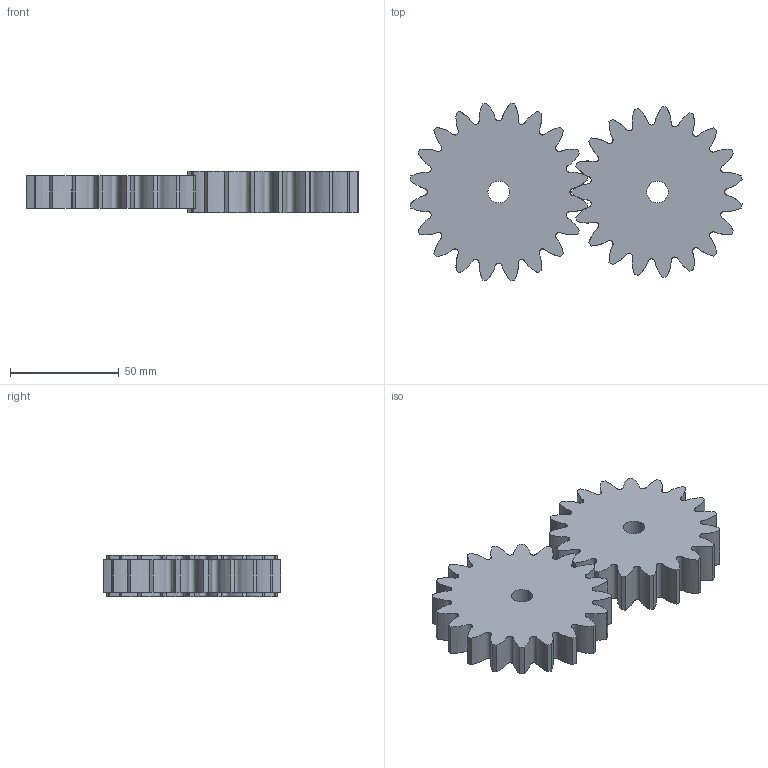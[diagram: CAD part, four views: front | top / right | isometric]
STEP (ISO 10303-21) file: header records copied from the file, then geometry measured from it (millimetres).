
FILE_DESCRIPTION (( 'STEP AP214' ), '1' );
FILE_NAME ('5.STEP', '2025-07-16T01:53:48', ( '' ), ( '' ), 'SwSTEP 2.0', 'SolidWorks 2022', '' );
FILE_SCHEMA (( 'AUTOMOTIVE_DESIGN' ));
Length unit declared in the file: millimetre
Products named in the file (3): 5; SpurGear1_GearTrax; SpurGear2_GearTrax
Assembly tree (2 placements, depth 2):
  5
    SpurGear1_GearTrax
    SpurGear2_GearTrax
Bounding box: 152.99 x 81.76 x 19 mm (x, y, z)
Volume: 133691.3 mm3; surface area: 31986.1 mm2
Topology: 2 solids, 2 shells, 86 faces, 246 edges, 164 vertices
Faces by surface type: cylinder 43, bspline 39, plane 4
Entity records: 10824 total; most frequent: CARTESIAN_POINT 8644, ORIENTED_EDGE 492, DIRECTION 358, EDGE_CURVE 246, VERTEX_POINT 164, AXIS2_PLACEMENT_3D 138, EDGE_LOOP 90, CIRCLE 86
